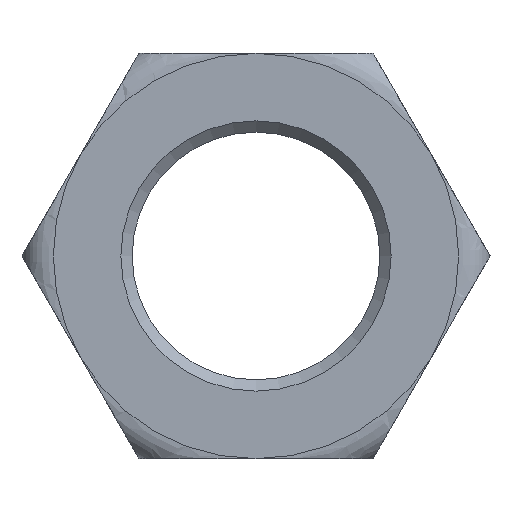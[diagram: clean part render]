
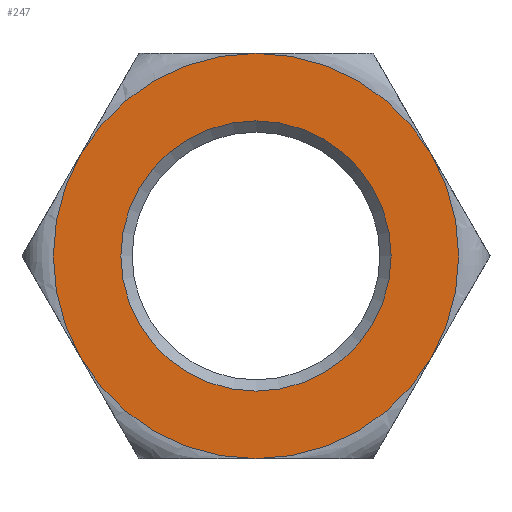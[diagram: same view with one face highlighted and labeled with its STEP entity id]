
A CAD part, front view. The second image highlights one B-rep face of the part: STEP entity #247.
In plain terms, the highlighted planar face has unit normal (0, -1, 0).
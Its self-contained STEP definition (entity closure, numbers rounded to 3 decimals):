
#9 = EDGE_CURVE ( 'NONE', #43, #43, #824, .T. ) ;
#26 = CARTESIAN_POINT ( 'NONE',  ( -11.691, -7.5, -6.75 ) ) ;
#41 = DIRECTION ( 'NONE',  ( 0., 1., 0. ) ) ;
#43 = VERTEX_POINT ( 'NONE', #364 ) ;
#47 = DIRECTION ( 'NONE',  ( 1., 0., 0. ) ) ;
#49 = AXIS2_PLACEMENT_3D ( 'NONE', #896, #631, #886 ) ;
#72 = CARTESIAN_POINT ( 'NONE',  ( 11.691, -7.5, 6.75 ) ) ;
#86 = EDGE_CURVE ( 'NONE', #624, #606, #573, .T. ) ;
#112 = AXIS2_PLACEMENT_3D ( 'NONE', #607, #41, #210 ) ;
#113 = EDGE_CURVE ( 'NONE', #253, #624, #307, .T. ) ;
#163 = CARTESIAN_POINT ( 'NONE',  ( 0., -7.5, 0. ) ) ;
#178 = DIRECTION ( 'NONE',  ( 1., 0., 0. ) ) ;
#191 = CIRCLE ( 'NONE', #1045, 13.5 ) ;
#199 = DIRECTION ( 'NONE',  ( 0., 0., 1. ) ) ;
#210 = DIRECTION ( 'NONE',  ( -1., 0., 0. ) ) ;
#213 = CARTESIAN_POINT ( 'NONE',  ( -11.691, -7.5, 6.75 ) ) ;
#220 = FACE_BOUND ( 'NONE', #709, .T. ) ;
#247 = ADVANCED_FACE ( 'NONE', ( #220, #712 ), #537, .F. ) ;
#253 = VERTEX_POINT ( 'NONE', #213 ) ;
#303 = DIRECTION ( 'NONE',  ( 0., 1., 0. ) ) ;
#307 = CIRCLE ( 'NONE', #112, 13.5 ) ;
#357 = AXIS2_PLACEMENT_3D ( 'NONE', #163, #705, #178 ) ;
#358 = DIRECTION ( 'NONE',  ( 0., 1., 0. ) ) ;
#364 = CARTESIAN_POINT ( 'NONE',  ( 0., -7.5, 9. ) ) ;
#372 = ORIENTED_EDGE ( 'NONE', *, *, #113, .F. ) ;
#386 = VERTEX_POINT ( 'NONE', #26 ) ;
#413 = CARTESIAN_POINT ( 'NONE',  ( 0., -7.5, 13.5 ) ) ;
#441 = DIRECTION ( 'NONE',  ( 0., 1., 0. ) ) ;
#446 = VERTEX_POINT ( 'NONE', #939 ) ;
#459 = EDGE_CURVE ( 'NONE', #606, #857, #909, .T. ) ;
#473 = AXIS2_PLACEMENT_3D ( 'NONE', #922, #936, #199 ) ;
#535 = ORIENTED_EDGE ( 'NONE', *, *, #890, .F. ) ;
#537 = PLANE ( 'NONE',  #930 ) ;
#560 = AXIS2_PLACEMENT_3D ( 'NONE', #629, #1042, #856 ) ;
#573 = CIRCLE ( 'NONE', #560, 13.5 ) ;
#606 = VERTEX_POINT ( 'NONE', #72 ) ;
#607 = CARTESIAN_POINT ( 'NONE',  ( 0., -7.5, 0. ) ) ;
#624 = VERTEX_POINT ( 'NONE', #413 ) ;
#629 = CARTESIAN_POINT ( 'NONE',  ( 0., -7.5, 0. ) ) ;
#631 = DIRECTION ( 'NONE',  ( 0., 1., 0. ) ) ;
#697 = CIRCLE ( 'NONE', #49, 13.5 ) ;
#699 = CARTESIAN_POINT ( 'NONE',  ( 0., -7.5, 0. ) ) ;
#705 = DIRECTION ( 'NONE',  ( 0., 1., 0. ) ) ;
#709 = EDGE_LOOP ( 'NONE', ( #967 ) ) ;
#712 = FACE_OUTER_BOUND ( 'NONE', #794, .T. ) ;
#731 = ORIENTED_EDGE ( 'NONE', *, *, #86, .F. ) ;
#738 = CARTESIAN_POINT ( 'NONE',  ( 11.691, -7.5, -6.75 ) ) ;
#766 = ORIENTED_EDGE ( 'NONE', *, *, #459, .F. ) ;
#776 = CARTESIAN_POINT ( 'NONE',  ( 0., -7.5, 0. ) ) ;
#777 = DIRECTION ( 'NONE',  ( 0., 0., 1. ) ) ;
#784 = CIRCLE ( 'NONE', #357, 13.5 ) ;
#794 = EDGE_LOOP ( 'NONE', ( #535, #766, #731, #372, #891, #1007 ) ) ;
#806 = EDGE_CURVE ( 'NONE', #446, #386, #191, .T. ) ;
#824 = CIRCLE ( 'NONE', #473, 9. ) ;
#856 = DIRECTION ( 'NONE',  ( 1., 0., 0. ) ) ;
#857 = VERTEX_POINT ( 'NONE', #738 ) ;
#859 = DIRECTION ( 'NONE',  ( 1., 0., 0. ) ) ;
#884 = EDGE_CURVE ( 'NONE', #386, #253, #697, .T. ) ;
#886 = DIRECTION ( 'NONE',  ( 1., 0., 0. ) ) ;
#890 = EDGE_CURVE ( 'NONE', #857, #446, #784, .T. ) ;
#891 = ORIENTED_EDGE ( 'NONE', *, *, #884, .F. ) ;
#896 = CARTESIAN_POINT ( 'NONE',  ( 0., -7.5, 0. ) ) ;
#909 = CIRCLE ( 'NONE', #1056, 13.5 ) ;
#922 = CARTESIAN_POINT ( 'NONE',  ( 0., -7.5, 0. ) ) ;
#930 = AXIS2_PLACEMENT_3D ( 'NONE', #1039, #441, #777 ) ;
#936 = DIRECTION ( 'NONE',  ( 0., 1., 0. ) ) ;
#939 = CARTESIAN_POINT ( 'NONE',  ( 0., -7.5, -13.5 ) ) ;
#967 = ORIENTED_EDGE ( 'NONE', *, *, #9, .T. ) ;
#1007 = ORIENTED_EDGE ( 'NONE', *, *, #806, .F. ) ;
#1039 = CARTESIAN_POINT ( 'NONE',  ( 0., -7.5, 0. ) ) ;
#1042 = DIRECTION ( 'NONE',  ( 0., 1., 0. ) ) ;
#1045 = AXIS2_PLACEMENT_3D ( 'NONE', #776, #358, #859 ) ;
#1056 = AXIS2_PLACEMENT_3D ( 'NONE', #699, #303, #47 ) ;
